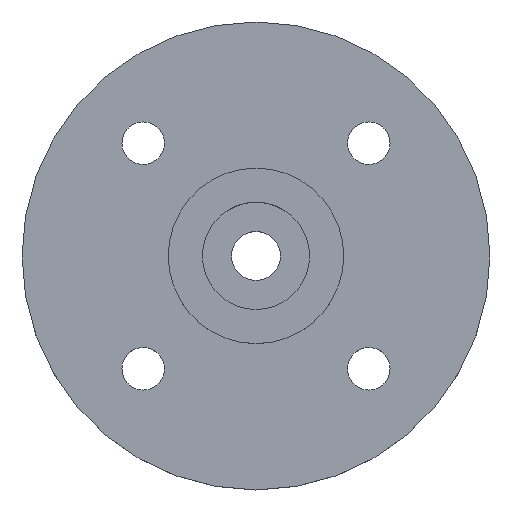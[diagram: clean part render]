
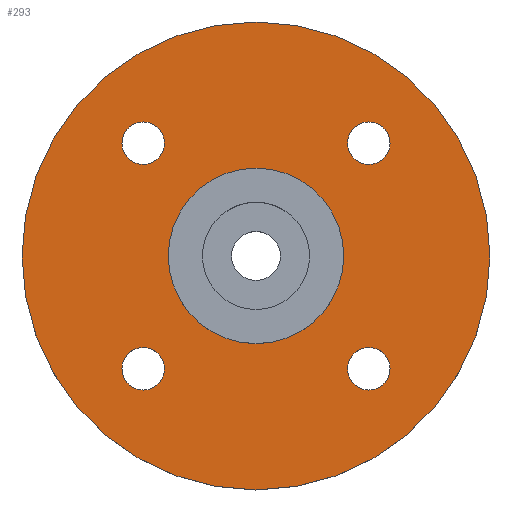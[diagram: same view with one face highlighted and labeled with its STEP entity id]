
A CAD part, top view. The second image highlights one B-rep face of the part: STEP entity #293.
In plain terms, the highlighted planar face has unit normal (0, 0, 1).
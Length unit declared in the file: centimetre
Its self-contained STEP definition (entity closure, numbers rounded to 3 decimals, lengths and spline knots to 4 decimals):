
#104=PLANE('',#317);
#110=VERTEX_POINT('',#409);
#112=VERTEX_POINT('',#414);
#114=VERTEX_POINT('',#419);
#116=VERTEX_POINT('',#424);
#117=VERTEX_POINT('',#427);
#118=VERTEX_POINT('',#429);
#130=CIRCLE('',#307,0.1092);
#132=CIRCLE('',#310,0.1092);
#134=CIRCLE('',#313,0.1092);
#136=CIRCLE('',#316,0.1092);
#137=CIRCLE('',#318,1.2);
#138=CIRCLE('',#319,0.45);
#150=EDGE_CURVE('',#110,#110,#130,.T.);
#152=EDGE_CURVE('',#112,#112,#132,.T.);
#154=EDGE_CURVE('',#114,#114,#134,.T.);
#156=EDGE_CURVE('',#116,#116,#136,.T.);
#157=EDGE_CURVE('',#117,#117,#137,.T.);
#158=EDGE_CURVE('',#118,#118,#138,.T.);
#177=ORIENTED_EDGE('',*,*,#157,.F.);
#178=ORIENTED_EDGE('',*,*,#158,.T.);
#179=ORIENTED_EDGE('',*,*,#156,.T.);
#180=ORIENTED_EDGE('',*,*,#154,.T.);
#181=ORIENTED_EDGE('',*,*,#152,.T.);
#182=ORIENTED_EDGE('',*,*,#150,.T.);
#217=EDGE_LOOP('',(#177));
#218=EDGE_LOOP('',(#178));
#219=EDGE_LOOP('',(#179));
#220=EDGE_LOOP('',(#180));
#221=EDGE_LOOP('',(#181));
#222=EDGE_LOOP('',(#182));
#257=FACE_BOUND('',#217,.T.);
#258=FACE_BOUND('',#218,.T.);
#259=FACE_BOUND('',#219,.T.);
#260=FACE_BOUND('',#220,.T.);
#261=FACE_BOUND('',#221,.T.);
#262=FACE_BOUND('',#222,.T.);
#293=ADVANCED_FACE('',(#257,#258,#259,#260,#261,#262),#104,.T.);
#307=AXIS2_PLACEMENT_3D('',#408,#344,#345);
#310=AXIS2_PLACEMENT_3D('',#413,#350,#351);
#313=AXIS2_PLACEMENT_3D('',#418,#356,#357);
#316=AXIS2_PLACEMENT_3D('',#423,#362,#363);
#317=AXIS2_PLACEMENT_3D('',#425,#364,$);
#318=AXIS2_PLACEMENT_3D('',#426,#365,#366);
#319=AXIS2_PLACEMENT_3D('',#428,#367,#368);
#344=DIRECTION('',(0.,0.,-1.));
#345=DIRECTION('',(0.109,0.,0.));
#350=DIRECTION('',(0.,0.,-1.));
#351=DIRECTION('',(0.109,0.,0.));
#356=DIRECTION('',(0.,0.,-1.));
#357=DIRECTION('',(0.109,0.,0.));
#362=DIRECTION('',(0.,0.,-1.));
#363=DIRECTION('',(0.109,0.,0.));
#364=DIRECTION('',(0.,0.,1.));
#365=DIRECTION('',(0.,0.,-1.));
#366=DIRECTION('',(1.2,0.,0.));
#367=DIRECTION('',(0.,0.,-1.));
#368=DIRECTION('',(0.45,0.,0.));
#408=CARTESIAN_POINT('',(0.5783,0.5783,0.2));
#409=CARTESIAN_POINT('',(0.4691,0.5783,0.2));
#413=CARTESIAN_POINT('',(-0.5783,-0.5783,0.2));
#414=CARTESIAN_POINT('',(-0.6875,-0.5783,0.2));
#418=CARTESIAN_POINT('',(0.5783,-0.5783,0.2));
#419=CARTESIAN_POINT('',(0.4691,-0.5783,0.2));
#423=CARTESIAN_POINT('',(-0.5783,0.5783,0.2));
#424=CARTESIAN_POINT('',(-0.6875,0.5783,0.2));
#425=CARTESIAN_POINT('',(0.,0.,0.2));
#426=CARTESIAN_POINT('',(0.,0.,0.2));
#427=CARTESIAN_POINT('',(1.2,0.,0.2));
#428=CARTESIAN_POINT('',(0.,0.,0.2));
#429=CARTESIAN_POINT('',(0.45,0.,0.2));
